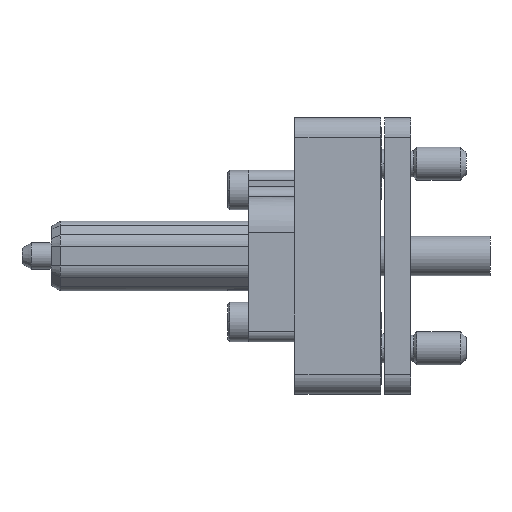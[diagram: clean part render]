
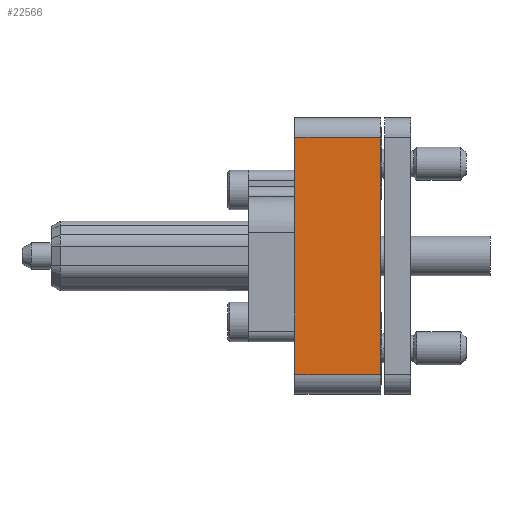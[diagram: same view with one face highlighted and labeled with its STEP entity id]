
A CAD part, left-side view. The second image highlights one B-rep face of the part: STEP entity #22566.
In plain terms, the highlighted planar face has unit normal (-1, 0, 0).
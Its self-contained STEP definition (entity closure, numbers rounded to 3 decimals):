
#213 = EDGE_CURVE ( 'Defeature ausgef�hrt1_7+Defeature ausgef�hrt1_176+Defeature ausgef�hrt1_2+Defeature ausgef�hrt1_3', #12332, #15947, #13887, .T. ) ;
#799 = VERTEX_POINT ( 'NONE', #14602 ) ;
#2323 = ORIENTED_EDGE ( 'NONE', *, *, #12493, .F. ) ;
#2734 = CARTESIAN_POINT ( 'NONE',  ( -5.75, 6.5, -5.7 ) ) ;
#2904 = DIRECTION ( 'NONE',  ( 0., -1., 0. ) ) ;
#3025 = ORIENTED_EDGE ( 'NONE', *, *, #213, .T. ) ;
#3949 = DIRECTION ( 'NONE',  ( 0., 0., -1. ) ) ;
#4381 = CARTESIAN_POINT ( 'NONE',  ( -5.75, 6.5, 10.5 ) ) ;
#4677 = VERTEX_POINT ( 'NONE', #25456 ) ;
#4705 = CARTESIAN_POINT ( 'NONE',  ( -5.75, 0., 10.5 ) ) ;
#4932 = EDGE_CURVE ( 'Defeature ausgef�hrt1_7+Defeature ausgef�hrt1_11+Defeature ausgef�hrt1_9+Defeature ausgef�hrt1_2', #18510, #799, #23950, .T. ) ;
#6209 = VECTOR ( 'NONE', #24620, 1000. ) ;
#6472 = DIRECTION ( 'NONE',  ( 0., 0., 1. ) ) ;
#6671 = LINE ( 'NONE', #4705, #6209 ) ;
#8068 = AXIS2_PLACEMENT_3D ( 'NONE', #24805, #22582, #2904 ) ;
#9841 = EDGE_CURVE ( 'Defeature ausgef�hrt1_7+Defeature ausgef�hrt1_9+Defeature ausgef�hrt1_13+Defeature ausgef�hrt1_11', #4677, #18510, #6671, .T. ) ;
#10175 = CARTESIAN_POINT ( 'NONE',  ( -5.75, 6.5, 9. ) ) ;
#10264 = DIRECTION ( 'NONE',  ( 0., 0., 1. ) ) ;
#11061 = ORIENTED_EDGE ( 'NONE', *, *, #24756, .F. ) ;
#11234 = ORIENTED_EDGE ( 'NONE', *, *, #4932, .T. ) ;
#12332 = VERTEX_POINT ( 'NONE', #18007 ) ;
#12493 = EDGE_CURVE ( 'Defeature ausgef�hrt1_3+Defeature ausgef�hrt1_7+Defeature ausgef�hrt1_13+Defeature ausgef�hrt1_164', #18383, #15947, #24807, .T. ) ;
#13349 = VECTOR ( 'NONE', #10264, 1000. ) ;
#13887 = LINE ( 'NONE', #21915, #21936 ) ;
#14602 = CARTESIAN_POINT ( 'NONE',  ( -5.75, 6.5, 9. ) ) ;
#15075 = CARTESIAN_POINT ( 'NONE',  ( -5.75, 6.5, -9. ) ) ;
#15947 = VERTEX_POINT ( 'NONE', #2734 ) ;
#16574 = CARTESIAN_POINT ( 'NONE',  ( -5.75, 0., 9. ) ) ;
#18007 = CARTESIAN_POINT ( 'NONE',  ( -5.75, 6.5, 1.8 ) ) ;
#18176 = DIRECTION ( 'NONE',  ( 0., 1., 0. ) ) ;
#18268 = LINE ( 'NONE', #24038, #13349 ) ;
#18270 = ORIENTED_EDGE ( 'NONE', *, *, #22879, .T. ) ;
#18383 = VERTEX_POINT ( 'NONE', #19520 ) ;
#18510 = VERTEX_POINT ( 'NONE', #16574 ) ;
#18906 = FACE_OUTER_BOUND ( 'NONE', #23258, .T. ) ;
#18944 = VECTOR ( 'NONE', #19029, 1000. ) ;
#19029 = DIRECTION ( 'NONE',  ( 0., -1., 0. ) ) ;
#19520 = CARTESIAN_POINT ( 'NONE',  ( -5.75, 6.5, -9. ) ) ;
#20167 = VECTOR ( 'NONE', #6472, 1000. ) ;
#21915 = CARTESIAN_POINT ( 'NONE',  ( -5.75, 6.5, 6.5 ) ) ;
#21936 = VECTOR ( 'NONE', #3949, 1000. ) ;
#21977 = ORIENTED_EDGE ( 'NONE', *, *, #9841, .T. ) ;
#22566 = ADVANCED_FACE ( 'Defeature ausgef�hrt1_7', ( #18906 ), #22720, .F. ) ;
#22582 = DIRECTION ( 'NONE',  ( 1., 0., 0. ) ) ;
#22720 = PLANE ( 'NONE',  #8068 ) ;
#22879 = EDGE_CURVE ( 'Defeature ausgef�hrt1_7+Defeature ausgef�hrt1_13+Defeature ausgef�hrt1_3+Defeature ausgef�hrt1_9', #18383, #4677, #25309, .T. ) ;
#23258 = EDGE_LOOP ( 'NONE', ( #21977, #11234, #11061, #3025, #2323, #18270 ) ) ;
#23950 = LINE ( 'NONE', #10175, #25076 ) ;
#24038 = CARTESIAN_POINT ( 'NONE',  ( -5.75, 6.5, 10.5 ) ) ;
#24620 = DIRECTION ( 'NONE',  ( 0., 0., 1. ) ) ;
#24756 = EDGE_CURVE ( 'Defeature ausgef�hrt1_2+Defeature ausgef�hrt1_7+Defeature ausgef�hrt1_168+Defeature ausgef�hrt1_11', #12332, #799, #18268, .T. ) ;
#24805 = CARTESIAN_POINT ( 'NONE',  ( -5.75, 6.5, 10.5 ) ) ;
#24807 = LINE ( 'NONE', #4381, #20167 ) ;
#25076 = VECTOR ( 'NONE', #18176, 1000. ) ;
#25309 = LINE ( 'NONE', #15075, #18944 ) ;
#25456 = CARTESIAN_POINT ( 'NONE',  ( -5.75, 0., -9. ) ) ;
